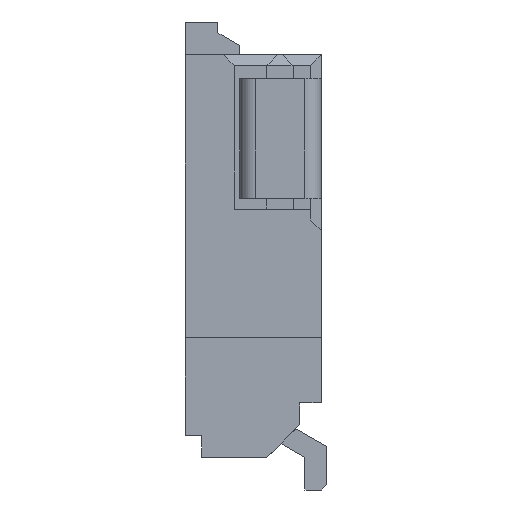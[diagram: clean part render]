
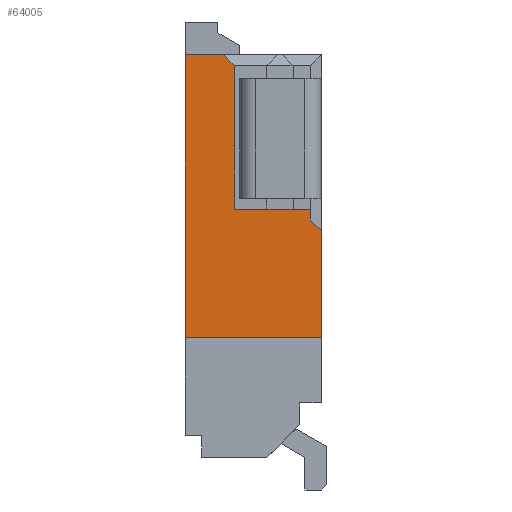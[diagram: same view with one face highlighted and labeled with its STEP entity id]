
A CAD part, left-side view. The second image highlights one B-rep face of the part: STEP entity #64005.
In plain terms, the highlighted planar face has unit normal (-1, 0, 0).
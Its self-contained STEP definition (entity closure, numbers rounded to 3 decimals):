
#677=DIRECTION('',(0.,0.,1.));
#678=VECTOR('',#677,0.98);
#679=CARTESIAN_POINT('',(-11.85,0.,-2.6));
#680=LINE('',#679,#678);
#5917=DIRECTION('',(0.,0.,1.));
#5918=VECTOR('',#5917,2.6);
#5919=CARTESIAN_POINT('',(-11.85,1.25,-2.6));
#5920=LINE('',#5919,#5918);
#23023=DIRECTION('',(0.,1.,0.));
#23024=VECTOR('',#23023,0.35);
#23025=CARTESIAN_POINT('',(-11.85,0.9,0.));
#23026=LINE('',#23025,#23024);
#23247=DIRECTION('',(0.,0.,-1.));
#23248=VECTOR('',#23247,0.1);
#23249=CARTESIAN_POINT('',(-11.85,0.1,-1.42));
#23250=LINE('',#23249,#23248);
#23251=DIRECTION('',(0.,-0.707,-0.707));
#23252=VECTOR('',#23251,0.141);
#23253=CARTESIAN_POINT('',(-11.85,0.1,-1.52));
#23254=LINE('',#23253,#23252);
#23255=DIRECTION('',(0.,1.,0.));
#23256=VECTOR('',#23255,1.25);
#23257=CARTESIAN_POINT('',(-11.85,0.,-2.6));
#23258=LINE('',#23257,#23256);
#23259=DIRECTION('',(0.,0.,-1.));
#23260=VECTOR('',#23259,1.32);
#23261=CARTESIAN_POINT('',(-11.85,0.8,-0.1));
#23262=LINE('',#23261,#23260);
#23263=DIRECTION('',(0.,1.,0.));
#23264=VECTOR('',#23263,0.7);
#23265=CARTESIAN_POINT('',(-11.85,0.1,-1.42));
#23266=LINE('',#23265,#23264);
#23287=DIRECTION('',(0.,-0.707,-0.707));
#23288=VECTOR('',#23287,0.141);
#23289=CARTESIAN_POINT('',(-11.85,0.9,0.));
#23290=LINE('',#23289,#23288);
#24148=CARTESIAN_POINT('',(-11.85,0.,-2.6));
#24150=VERTEX_POINT('',#24148);
#24158=CARTESIAN_POINT('',(-11.85,1.25,-2.6));
#24160=VERTEX_POINT('',#24158);
#24161=CARTESIAN_POINT('',(-11.85,1.25,0.));
#24162=VERTEX_POINT('',#24161);
#24601=CARTESIAN_POINT('',(-11.85,0.8,-1.42));
#24602=VERTEX_POINT('',#24601);
#24615=CARTESIAN_POINT('',(-11.85,0.,-1.62));
#24617=VERTEX_POINT('',#24615);
#24619=CARTESIAN_POINT('',(-11.85,0.1,-1.42));
#24620=CARTESIAN_POINT('',(-11.85,0.1,-1.52));
#24621=VERTEX_POINT('',#24619);
#24622=VERTEX_POINT('',#24620);
#24785=CARTESIAN_POINT('',(-11.85,0.9,0.));
#24786=VERTEX_POINT('',#24785);
#24787=CARTESIAN_POINT('',(-11.85,0.8,-0.1));
#24788=VERTEX_POINT('',#24787);
#63985=CARTESIAN_POINT('',(-11.85,0.,-2.6));
#63986=DIRECTION('',(-1.,0.,0.));
#63987=DIRECTION('',(0.,0.,1.));
#63988=AXIS2_PLACEMENT_3D('',#63985,#63986,#63987);
#63989=PLANE('',#63988);
#63990=ORIENTED_EDGE('',*,*,#63976,.T.);
#63992=ORIENTED_EDGE('',*,*,#63991,.T.);
#63993=ORIENTED_EDGE('',*,*,#31942,.F.);
#63995=ORIENTED_EDGE('',*,*,#63994,.T.);
#63996=ORIENTED_EDGE('',*,*,#37442,.T.);
#63997=ORIENTED_EDGE('',*,*,#63642,.F.);
#63999=ORIENTED_EDGE('',*,*,#63998,.T.);
#64001=ORIENTED_EDGE('',*,*,#64000,.T.);
#64002=ORIENTED_EDGE('',*,*,#63560,.F.);
#64003=EDGE_LOOP('',(#63990,#63992,#63993,#63995,#63996,#63997,#63999,#64001,
#64002));
#64004=FACE_OUTER_BOUND('',#64003,.F.);
#64005=ADVANCED_FACE('',(#64004),#63989,.T.);
#31942=EDGE_CURVE('',#24150,#24617,#680,.T.);
#37442=EDGE_CURVE('',#24160,#24162,#5920,.T.);
#63560=EDGE_CURVE('',#24621,#24602,#23266,.T.);
#63642=EDGE_CURVE('',#24786,#24162,#23026,.T.);
#63976=EDGE_CURVE('',#24621,#24622,#23250,.T.);
#63991=EDGE_CURVE('',#24622,#24617,#23254,.T.);
#63994=EDGE_CURVE('',#24150,#24160,#23258,.T.);
#63998=EDGE_CURVE('',#24786,#24788,#23290,.T.);
#64000=EDGE_CURVE('',#24788,#24602,#23262,.T.);
